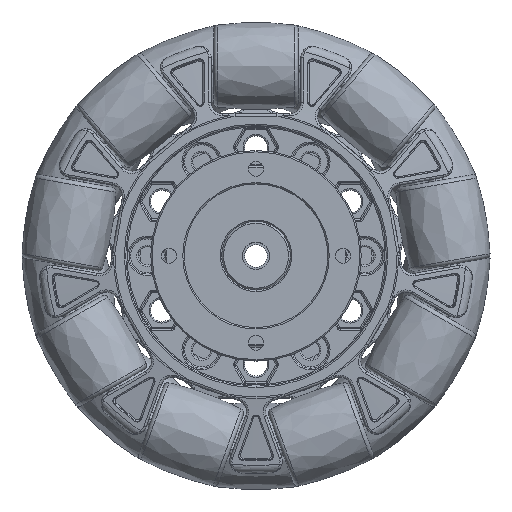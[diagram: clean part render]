
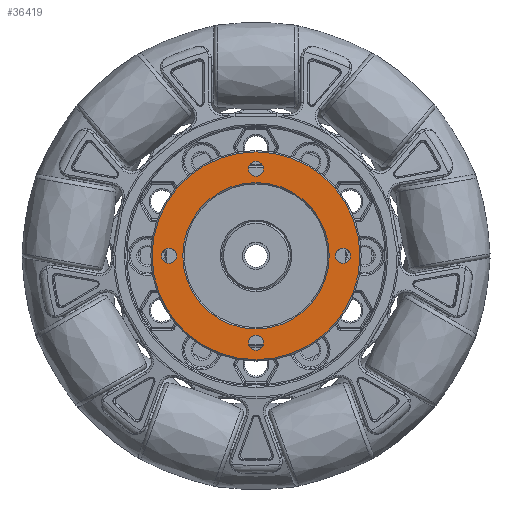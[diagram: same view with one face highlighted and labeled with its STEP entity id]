
A CAD part, top view. The second image highlights one B-rep face of the part: STEP entity #36419.
In plain terms, the highlighted face is planar.
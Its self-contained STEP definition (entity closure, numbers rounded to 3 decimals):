
#35915=CARTESIAN_POINT('',(0.,26.,0.));
#35916=DIRECTION('',(0.,1.,0.));
#35917=DIRECTION('',(-1.,0.,0.));
#35918=AXIS2_PLACEMENT_3D('',#35915,#35916,#35917);
#35920=CARTESIAN_POINT('',(0.,26.,0.));
#35921=DIRECTION('',(0.,1.,0.));
#35922=DIRECTION('',(1.,0.,0.));
#35923=AXIS2_PLACEMENT_3D('',#35920,#35921,#35922);
#35925=CARTESIAN_POINT('',(0.,26.,0.));
#35926=DIRECTION('',(0.,1.,0.));
#35927=DIRECTION('',(-1.,0.,0.));
#35928=AXIS2_PLACEMENT_3D('',#35925,#35926,#35927);
#35930=CARTESIAN_POINT('',(0.,26.,0.));
#35931=DIRECTION('',(0.,1.,0.));
#35932=DIRECTION('',(1.,0.,0.));
#35933=AXIS2_PLACEMENT_3D('',#35930,#35931,#35932);
#35935=CARTESIAN_POINT('',(0.,26.,19.));
#35936=DIRECTION('',(0.,-1.,0.));
#35937=DIRECTION('',(1.,0.,0.));
#35938=AXIS2_PLACEMENT_3D('',#35935,#35936,#35937);
#35940=CARTESIAN_POINT('',(0.,26.,19.));
#35941=DIRECTION('',(0.,-1.,0.));
#35942=DIRECTION('',(-1.,0.,0.));
#35943=AXIS2_PLACEMENT_3D('',#35940,#35941,#35942);
#35945=CARTESIAN_POINT('',(19.,26.,0.));
#35946=DIRECTION('',(0.,-1.,0.));
#35947=DIRECTION('',(1.,0.,0.));
#35948=AXIS2_PLACEMENT_3D('',#35945,#35946,#35947);
#35950=CARTESIAN_POINT('',(19.,26.,0.));
#35951=DIRECTION('',(0.,-1.,0.));
#35952=DIRECTION('',(-1.,0.,0.));
#35953=AXIS2_PLACEMENT_3D('',#35950,#35951,#35952);
#35955=CARTESIAN_POINT('',(0.,26.,-19.));
#35956=DIRECTION('',(0.,-1.,0.));
#35957=DIRECTION('',(1.,0.,0.));
#35958=AXIS2_PLACEMENT_3D('',#35955,#35956,#35957);
#35960=CARTESIAN_POINT('',(0.,26.,-19.));
#35961=DIRECTION('',(0.,-1.,0.));
#35962=DIRECTION('',(-1.,0.,0.));
#35963=AXIS2_PLACEMENT_3D('',#35960,#35961,#35962);
#35965=CARTESIAN_POINT('',(-19.,26.,0.));
#35966=DIRECTION('',(0.,-1.,0.));
#35967=DIRECTION('',(1.,0.,0.));
#35968=AXIS2_PLACEMENT_3D('',#35965,#35966,#35967);
#35970=CARTESIAN_POINT('',(-19.,26.,0.));
#35971=DIRECTION('',(0.,-1.,0.));
#35972=DIRECTION('',(-1.,0.,0.));
#35973=AXIS2_PLACEMENT_3D('',#35970,#35971,#35972);
#36187=CARTESIAN_POINT('',(-16.,26.,0.));
#36188=CARTESIAN_POINT('',(16.,26.,0.));
#36189=VERTEX_POINT('',#36187);
#36190=VERTEX_POINT('',#36188);
#36199=CARTESIAN_POINT('',(-22.7,26.,0.));
#36200=CARTESIAN_POINT('',(22.7,26.,0.));
#36201=VERTEX_POINT('',#36199);
#36202=VERTEX_POINT('',#36200);
#36231=CARTESIAN_POINT('',(1.65,26.,19.));
#36232=CARTESIAN_POINT('',(-1.65,26.,19.));
#36233=VERTEX_POINT('',#36231);
#36234=VERTEX_POINT('',#36232);
#36235=CARTESIAN_POINT('',(20.65,26.,0.));
#36236=CARTESIAN_POINT('',(17.35,26.,0.));
#36237=VERTEX_POINT('',#36235);
#36238=VERTEX_POINT('',#36236);
#36239=CARTESIAN_POINT('',(1.65,26.,-19.));
#36240=CARTESIAN_POINT('',(-1.65,26.,-19.));
#36241=VERTEX_POINT('',#36239);
#36242=VERTEX_POINT('',#36240);
#36243=CARTESIAN_POINT('',(-17.35,26.,0.));
#36244=CARTESIAN_POINT('',(-20.65,26.,0.));
#36245=VERTEX_POINT('',#36243);
#36246=VERTEX_POINT('',#36244);
#36379=CARTESIAN_POINT('',(0.,26.,0.));
#36380=DIRECTION('',(0.,1.,0.));
#36381=DIRECTION('',(-1.,0.,0.));
#36382=AXIS2_PLACEMENT_3D('',#36379,#36380,#36381);
#36383=PLANE('',#36382);
#36384=ORIENTED_EDGE('',*,*,#36369,.F.);
#36386=ORIENTED_EDGE('',*,*,#36385,.F.);
#36387=EDGE_LOOP('',(#36384,#36386));
#36388=FACE_OUTER_BOUND('',#36387,.F.);
#36390=ORIENTED_EDGE('',*,*,#36389,.T.);
#36392=ORIENTED_EDGE('',*,*,#36391,.T.);
#36393=EDGE_LOOP('',(#36390,#36392));
#36394=FACE_BOUND('',#36393,.F.);
#36396=ORIENTED_EDGE('',*,*,#36395,.F.);
#36398=ORIENTED_EDGE('',*,*,#36397,.F.);
#36399=EDGE_LOOP('',(#36396,#36398));
#36400=FACE_BOUND('',#36399,.F.);
#36402=ORIENTED_EDGE('',*,*,#36401,.F.);
#36404=ORIENTED_EDGE('',*,*,#36403,.F.);
#36405=EDGE_LOOP('',(#36402,#36404));
#36406=FACE_BOUND('',#36405,.F.);
#36408=ORIENTED_EDGE('',*,*,#36407,.F.);
#36410=ORIENTED_EDGE('',*,*,#36409,.F.);
#36411=EDGE_LOOP('',(#36408,#36410));
#36412=FACE_BOUND('',#36411,.F.);
#36414=ORIENTED_EDGE('',*,*,#36413,.F.);
#36416=ORIENTED_EDGE('',*,*,#36415,.F.);
#36417=EDGE_LOOP('',(#36414,#36416));
#36418=FACE_BOUND('',#36417,.F.);
#35919=CIRCLE('',#35918,16.);
#35924=CIRCLE('',#35923,16.);
#35929=CIRCLE('',#35928,22.7);
#35934=CIRCLE('',#35933,22.7);
#35939=CIRCLE('',#35938,1.65);
#35944=CIRCLE('',#35943,1.65);
#35949=CIRCLE('',#35948,1.65);
#35954=CIRCLE('',#35953,1.65);
#35959=CIRCLE('',#35958,1.65);
#35964=CIRCLE('',#35963,1.65);
#35969=CIRCLE('',#35968,1.65);
#35974=CIRCLE('',#35973,1.65);
#36369=EDGE_CURVE('',#36201,#36202,#35929,.T.);
#36385=EDGE_CURVE('',#36202,#36201,#35934,.T.);
#36389=EDGE_CURVE('',#36189,#36190,#35919,.T.);
#36391=EDGE_CURVE('',#36190,#36189,#35924,.T.);
#36395=EDGE_CURVE('',#36233,#36234,#35939,.T.);
#36397=EDGE_CURVE('',#36234,#36233,#35944,.T.);
#36401=EDGE_CURVE('',#36237,#36238,#35949,.T.);
#36403=EDGE_CURVE('',#36238,#36237,#35954,.T.);
#36407=EDGE_CURVE('',#36241,#36242,#35959,.T.);
#36409=EDGE_CURVE('',#36242,#36241,#35964,.T.);
#36413=EDGE_CURVE('',#36245,#36246,#35969,.T.);
#36415=EDGE_CURVE('',#36246,#36245,#35974,.T.);
#36419=ADVANCED_FACE('',(#36388,#36394,#36400,#36406,#36412,#36418),#36383,.T.);
